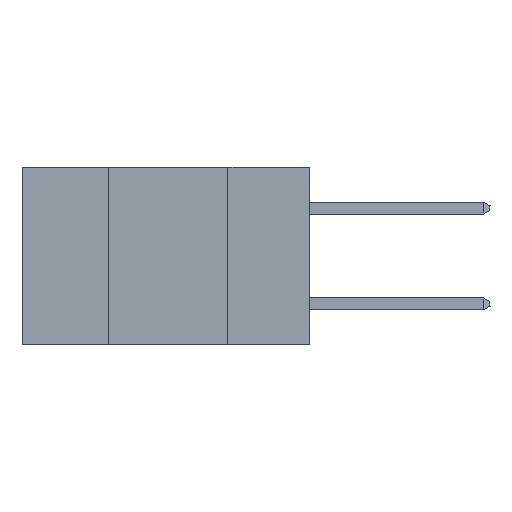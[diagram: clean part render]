
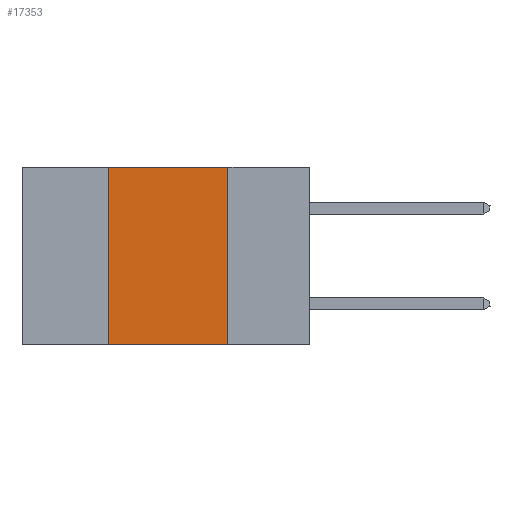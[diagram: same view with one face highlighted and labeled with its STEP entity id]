
A CAD part, left-side view. The second image highlights one B-rep face of the part: STEP entity #17353.
In plain terms, the highlighted planar face has unit normal (-1, 0, 0).
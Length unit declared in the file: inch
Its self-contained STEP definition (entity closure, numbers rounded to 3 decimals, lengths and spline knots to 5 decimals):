
#184 = CARTESIAN_POINT ( 'NONE',  ( 0., 0.17, 0. ) ) ;
#282 = LINE ( 'NONE', #12969, #9981 ) ;
#621 = CARTESIAN_POINT ( 'NONE',  ( 0., 0.42, 0. ) ) ;
#2029 = VERTEX_POINT ( 'NONE', #14638 ) ;
#3334 = DIRECTION ( 'NONE',  ( 0., 0., -1. ) ) ;
#3489 = EDGE_CURVE ( 'NONE', #13422, #13436, #19899, .T. ) ;
#4366 = EDGE_CURVE ( 'NONE', #15270, #2029, #5545, .T. ) ;
#4387 = LINE ( 'NONE', #14459, #9243 ) ;
#4908 = EDGE_LOOP ( 'NONE', ( #11284, #10864, #11377, #11537 ) ) ;
#5545 = LINE ( 'NONE', #621, #13428 ) ;
#7639 = DIRECTION ( 'NONE',  ( 0., -1., 0. ) ) ;
#8328 = CARTESIAN_POINT ( 'NONE',  ( 0., 0.42, -0.37 ) ) ;
#9243 = VECTOR ( 'NONE', #23372, 39.37008 ) ;
#9981 = VECTOR ( 'NONE', #7639, 39.37008 ) ;
#10364 = CARTESIAN_POINT ( 'NONE',  ( 0., 0.17, 0. ) ) ;
#10864 = ORIENTED_EDGE ( 'NONE', *, *, #11454, .F. ) ;
#10953 = VECTOR ( 'NONE', #15528, 39.37008 ) ;
#11284 = ORIENTED_EDGE ( 'NONE', *, *, #3489, .F. ) ;
#11377 = ORIENTED_EDGE ( 'NONE', *, *, #4366, .F. ) ;
#11454 = EDGE_CURVE ( 'NONE', #2029, #13422, #4387, .T. ) ;
#11537 = ORIENTED_EDGE ( 'NONE', *, *, #13438, .T. ) ;
#12969 = CARTESIAN_POINT ( 'NONE',  ( 0., 0.6, -0.37 ) ) ;
#13422 = VERTEX_POINT ( 'NONE', #184 ) ;
#13428 = VECTOR ( 'NONE', #13506, 39.37008 ) ;
#13436 = VERTEX_POINT ( 'NONE', #16486 ) ;
#13438 = EDGE_CURVE ( 'NONE', #15270, #13436, #282, .T. ) ;
#13506 = DIRECTION ( 'NONE',  ( 0., 0., 1. ) ) ;
#14158 = DIRECTION ( 'NONE',  ( 1., 0., 0. ) ) ;
#14459 = CARTESIAN_POINT ( 'NONE',  ( 0., 0.6, 0. ) ) ;
#14638 = CARTESIAN_POINT ( 'NONE',  ( 0., 0.42, 0. ) ) ;
#15270 = VERTEX_POINT ( 'NONE', #8328 ) ;
#15528 = DIRECTION ( 'NONE',  ( 0., 0., -1. ) ) ;
#16486 = CARTESIAN_POINT ( 'NONE',  ( 0., 0.17, -0.37 ) ) ;
#17353 = ADVANCED_FACE ( 'NONE', ( #21987 ), #17646, .F. ) ;
#17646 = PLANE ( 'NONE',  #21491 ) ;
#19899 = LINE ( 'NONE', #10364, #10953 ) ;
#21280 = CARTESIAN_POINT ( 'NONE',  ( 0., 0.6, 0. ) ) ;
#21491 = AXIS2_PLACEMENT_3D ( 'NONE', #21280, #14158, #3334 ) ;
#21987 = FACE_OUTER_BOUND ( 'NONE', #4908, .T. ) ;
#23372 = DIRECTION ( 'NONE',  ( 0., -1., 0. ) ) ;
